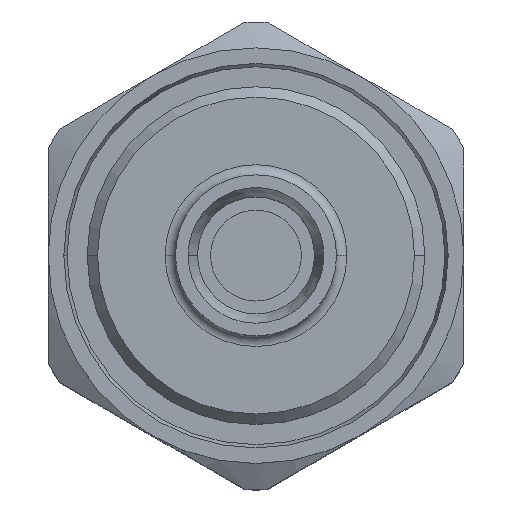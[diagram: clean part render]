
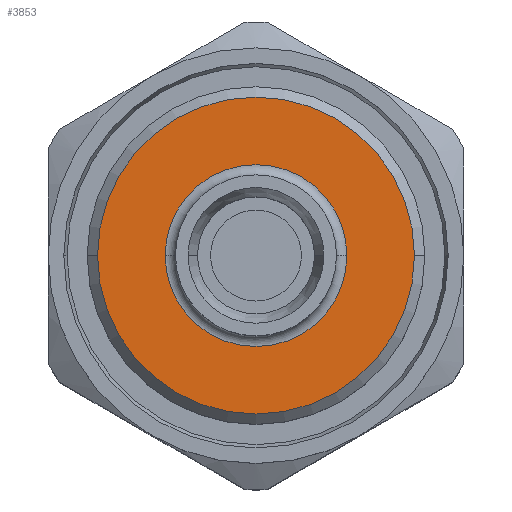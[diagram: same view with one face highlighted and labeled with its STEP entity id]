
A CAD part, top view. The second image highlights one B-rep face of the part: STEP entity #3853.
In plain terms, the highlighted planar face has unit normal (0, 0, 1).
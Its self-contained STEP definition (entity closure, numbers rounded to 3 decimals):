
#3815 = VERTEX_POINT ( 'NONE', #15289 ) ;
#3822 = EDGE_CURVE ( 'NONE', #3828, #3815, #15360, .T. ) ;
#3828 = VERTEX_POINT ( 'NONE', #15348 ) ;
#3842 = VERTEX_POINT ( 'NONE', #15431 ) ;
#3847 = EDGE_LOOP ( 'NONE', ( #3865, #3855 ) ) ;
#3853 = ADVANCED_FACE ( 'NONE', ( #15500, #15499 ), #15504, .F. ) ;
#3855 = ORIENTED_EDGE ( 'NONE', *, *, #3822, .F. ) ;
#3857 = ORIENTED_EDGE ( 'NONE', *, *, #3896, .T. ) ;
#3858 = EDGE_CURVE ( 'NONE', #3842, #3897, #15498, .T. ) ;
#3859 = EDGE_LOOP ( 'NONE', ( #3864, #3857 ) ) ;
#3863 = EDGE_CURVE ( 'NONE', #3815, #3828, #15497, .T. ) ;
#3864 = ORIENTED_EDGE ( 'NONE', *, *, #3858, .T. ) ;
#3865 = ORIENTED_EDGE ( 'NONE', *, *, #3863, .F. ) ;
#3896 = EDGE_CURVE ( 'NONE', #3897, #3842, #15569, .T. ) ;
#3897 = VERTEX_POINT ( 'NONE', #15531 ) ;
#15289 = CARTESIAN_POINT ( 'NONE',  ( 1.75, 0., -2.5 ) ) ;
#15348 = CARTESIAN_POINT ( 'NONE',  ( -1.75, 0., -2.5 ) ) ;
#15357 = DIRECTION ( 'NONE',  ( 1., 0., 0. ) ) ;
#15358 = DIRECTION ( 'NONE',  ( 0., 0., 1. ) ) ;
#15359 = AXIS2_PLACEMENT_3D ( 'NONE', #15363, #15358, #15357 ) ;
#15360 = CIRCLE ( 'NONE', #15359, 1.75 ) ;
#15363 = CARTESIAN_POINT ( 'NONE',  ( 0., 0., -2.5 ) ) ;
#15431 = CARTESIAN_POINT ( 'NONE',  ( -3.05, 0., -2.5 ) ) ;
#15478 = CARTESIAN_POINT ( 'NONE',  ( 0., 0., -2.5 ) ) ;
#15496 = CARTESIAN_POINT ( 'NONE',  ( 0., 0., -2.5 ) ) ;
#15497 = CIRCLE ( 'NONE', #15526, 1.75 ) ;
#15498 = CIRCLE ( 'NONE', #15529, 3.05 ) ;
#15499 = FACE_OUTER_BOUND ( 'NONE', #3859, .T. ) ;
#15500 = FACE_BOUND ( 'NONE', #3847, .T. ) ;
#15504 = PLANE ( 'NONE',  #15535 ) ;
#15513 = AXIS2_PLACEMENT_3D ( 'NONE', #15565, #15564, #15563 ) ;
#15524 = DIRECTION ( 'NONE',  ( 1., 0., 0. ) ) ;
#15525 = DIRECTION ( 'NONE',  ( 0., 0., 1. ) ) ;
#15526 = AXIS2_PLACEMENT_3D ( 'NONE', #15496, #15525, #15524 ) ;
#15527 = DIRECTION ( 'NONE',  ( 1., 0., 0. ) ) ;
#15528 = DIRECTION ( 'NONE',  ( 0., 0., 1. ) ) ;
#15529 = AXIS2_PLACEMENT_3D ( 'NONE', #15478, #15528, #15527 ) ;
#15531 = CARTESIAN_POINT ( 'NONE',  ( 3.05, 0., -2.5 ) ) ;
#15532 = DIRECTION ( 'NONE',  ( -1., 0., 0. ) ) ;
#15533 = DIRECTION ( 'NONE',  ( 0., 0., -1. ) ) ;
#15534 = CARTESIAN_POINT ( 'NONE',  ( 0., 1.75, -2.5 ) ) ;
#15535 = AXIS2_PLACEMENT_3D ( 'NONE', #15534, #15533, #15532 ) ;
#15563 = DIRECTION ( 'NONE',  ( 1., 0., 0. ) ) ;
#15564 = DIRECTION ( 'NONE',  ( 0., 0., 1. ) ) ;
#15565 = CARTESIAN_POINT ( 'NONE',  ( 0., 0., -2.5 ) ) ;
#15569 = CIRCLE ( 'NONE', #15513, 3.05 ) ;
